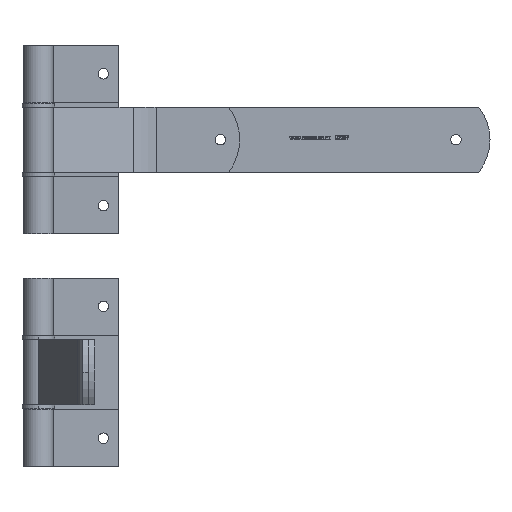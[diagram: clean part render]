
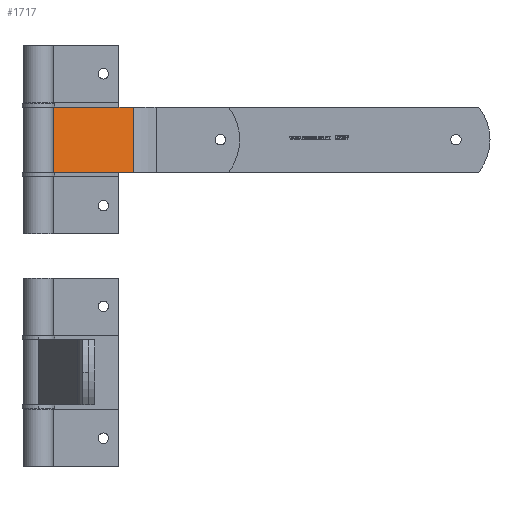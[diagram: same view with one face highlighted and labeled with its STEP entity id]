
A CAD part, front view. The second image highlights one B-rep face of the part: STEP entity #1717.
In plain terms, the highlighted planar face has unit normal (0.434, -0.901, 0).
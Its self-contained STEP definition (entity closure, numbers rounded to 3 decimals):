
#288 = ORIENTED_EDGE ( 'NONE', *, *, #11502, .T. ) ;
#538 = CARTESIAN_POINT ( 'NONE',  ( 10.971, 0.795, 22. ) ) ;
#687 = VERTEX_POINT ( 'NONE', #14214 ) ;
#829 = ORIENTED_EDGE ( 'NONE', *, *, #11499, .F. ) ;
#931 = LINE ( 'NONE', #9425, #12638 ) ;
#1047 = DIRECTION ( 'NONE',  ( 0.901, 0.434, 0. ) ) ;
#1206 = CARTESIAN_POINT ( 'NONE',  ( 9.386, 0.03, 22. ) ) ;
#1268 = ORIENTED_EDGE ( 'NONE', *, *, #14179, .F. ) ;
#1717 = ADVANCED_FACE ( 'NONE', ( #4685 ), #12461, .F. ) ;
#2087 = DIRECTION ( 'NONE',  ( 0., 0., -1. ) ) ;
#2228 = LINE ( 'NONE', #4090, #13949 ) ;
#2373 = DIRECTION ( 'NONE',  ( -0.434, 0.901, 0. ) ) ;
#2404 = VERTEX_POINT ( 'NONE', #15156 ) ;
#2720 = ORIENTED_EDGE ( 'NONE', *, *, #12565, .T. ) ;
#3114 = VECTOR ( 'NONE', #13150, 1000. ) ;
#3339 = LINE ( 'NONE', #16106, #17265 ) ;
#3698 = VERTEX_POINT ( 'NONE', #16261 ) ;
#4041 = DIRECTION ( 'NONE',  ( 0.901, 0.434, 0. ) ) ;
#4090 = CARTESIAN_POINT ( 'NONE',  ( 9.386, 0.03, -22. ) ) ;
#4685 = FACE_OUTER_BOUND ( 'NONE', #11373, .T. ) ;
#4875 = VERTEX_POINT ( 'NONE', #538 ) ;
#6195 = VECTOR ( 'NONE', #16031, 1000. ) ;
#6394 = CARTESIAN_POINT ( 'NONE',  ( 9.995, 0.324, -22. ) ) ;
#6644 = LINE ( 'NONE', #11902, #6195 ) ;
#7095 = LINE ( 'NONE', #13213, #3114 ) ;
#9065 = VERTEX_POINT ( 'NONE', #6394 ) ;
#9425 = CARTESIAN_POINT ( 'NONE',  ( 9.386, 0.03, 22. ) ) ;
#10785 = ORIENTED_EDGE ( 'NONE', *, *, #12357, .F. ) ;
#11087 = DIRECTION ( 'NONE',  ( -0.901, -0.434, 0. ) ) ;
#11373 = EDGE_LOOP ( 'NONE', ( #2720, #10785, #1268, #829, #288 ) ) ;
#11499 = EDGE_CURVE ( 'NONE', #3698, #4875, #7095, .T. ) ;
#11502 = EDGE_CURVE ( 'NONE', #3698, #9065, #3339, .T. ) ;
#11902 = CARTESIAN_POINT ( 'NONE',  ( 64.015, 26.376, 22. ) ) ;
#12357 = EDGE_CURVE ( 'NONE', #687, #2404, #6644, .T. ) ;
#12461 = PLANE ( 'NONE',  #17754 ) ;
#12565 = EDGE_CURVE ( 'NONE', #9065, #2404, #2228, .T. ) ;
#12638 = VECTOR ( 'NONE', #1047, 1000. ) ;
#13150 = DIRECTION ( 'NONE',  ( 0.901, 0.434, 0. ) ) ;
#13213 = CARTESIAN_POINT ( 'NONE',  ( 9.386, 0.03, 22. ) ) ;
#13949 = VECTOR ( 'NONE', #4041, 1000. ) ;
#14179 = EDGE_CURVE ( 'NONE', #4875, #687, #931, .T. ) ;
#14214 = CARTESIAN_POINT ( 'NONE',  ( 64.015, 26.376, 22. ) ) ;
#15156 = CARTESIAN_POINT ( 'NONE',  ( 64.015, 26.376, -22. ) ) ;
#16031 = DIRECTION ( 'NONE',  ( 0., 0., -1. ) ) ;
#16106 = CARTESIAN_POINT ( 'NONE',  ( 9.995, 0.324, 22. ) ) ;
#16261 = CARTESIAN_POINT ( 'NONE',  ( 9.995, 0.324, 22. ) ) ;
#17265 = VECTOR ( 'NONE', #2087, 1000. ) ;
#17754 = AXIS2_PLACEMENT_3D ( 'NONE', #1206, #2373, #11087 ) ;
